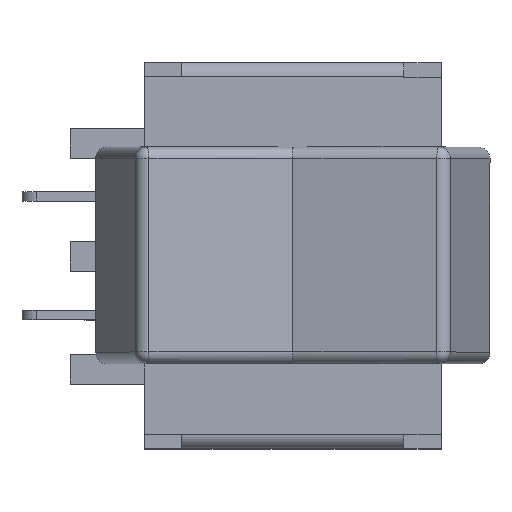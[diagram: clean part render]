
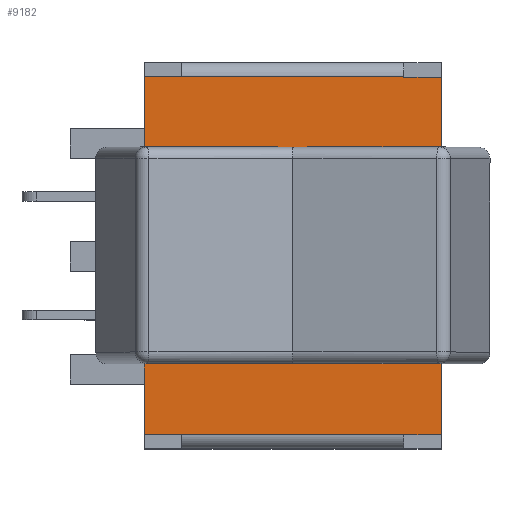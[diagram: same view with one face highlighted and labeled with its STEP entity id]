
A CAD part, top view. The second image highlights one B-rep face of the part: STEP entity #9182.
In plain terms, the highlighted planar face has unit normal (0, 0, 1).
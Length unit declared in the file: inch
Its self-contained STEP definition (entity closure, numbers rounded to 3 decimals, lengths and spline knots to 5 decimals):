
#271=PLANE('',#9833);
#669=FACE_OUTER_BOUND('',#1218,.T.);
#1218=EDGE_LOOP('',(#6787,#6788,#6789,#6790,#6791,#6792,#6793,#6794,#6795,
#6796,#6797,#6798,#6799,#6800,#6801,#6802,#6803,#6804,#6805,#6806));
#1714=LINE('',#13521,#2740);
#1776=LINE('',#13679,#2802);
#1781=LINE('',#13688,#2807);
#1784=LINE('',#13694,#2810);
#1787=LINE('',#13701,#2813);
#1791=LINE('',#13710,#2817);
#1796=LINE('',#13719,#2822);
#1877=LINE('',#14000,#2903);
#1878=LINE('',#14002,#2904);
#1879=LINE('',#14004,#2905);
#1880=LINE('',#14006,#2906);
#1881=LINE('',#14008,#2907);
#1882=LINE('',#14010,#2908);
#1883=LINE('',#14012,#2909);
#1884=LINE('',#14014,#2910);
#1885=LINE('',#14016,#2911);
#1886=LINE('',#14018,#2912);
#1887=LINE('',#14019,#2913);
#2740=VECTOR('',#10726,0.3937);
#2802=VECTOR('',#10866,0.3937);
#2807=VECTOR('',#10877,0.3937);
#2810=VECTOR('',#10882,0.3937);
#2813=VECTOR('',#10889,0.3937);
#2817=VECTOR('',#10899,0.3937);
#2822=VECTOR('',#10910,0.3937);
#2903=VECTOR('',#11173,0.3937);
#2904=VECTOR('',#11174,0.3937);
#2905=VECTOR('',#11175,0.3937);
#2906=VECTOR('',#11176,0.3937);
#2907=VECTOR('',#11177,0.3937);
#2908=VECTOR('',#11178,0.3937);
#2909=VECTOR('',#11179,0.3937);
#2910=VECTOR('',#11180,0.3937);
#2911=VECTOR('',#11181,0.3937);
#2912=VECTOR('',#11182,0.3937);
#2913=VECTOR('',#11183,0.3937);
#3731=CIRCLE('',#9738,0.00984);
#3732=CIRCLE('',#9741,0.00984);
#3993=VERTEX_POINT('',#13517);
#3995=VERTEX_POINT('',#13520);
#4049=VERTEX_POINT('',#13671);
#4052=VERTEX_POINT('',#13677);
#4053=VERTEX_POINT('',#13687);
#4055=VERTEX_POINT('',#13693);
#4057=VERTEX_POINT('',#13700);
#4058=VERTEX_POINT('',#13705);
#4059=VERTEX_POINT('',#13709);
#4060=VERTEX_POINT('',#13714);
#4137=VERTEX_POINT('',#13999);
#4138=VERTEX_POINT('',#14001);
#4139=VERTEX_POINT('',#14003);
#4140=VERTEX_POINT('',#14005);
#4141=VERTEX_POINT('',#14007);
#4142=VERTEX_POINT('',#14009);
#4143=VERTEX_POINT('',#14011);
#4144=VERTEX_POINT('',#14013);
#4145=VERTEX_POINT('',#14015);
#4146=VERTEX_POINT('',#14017);
#4882=EDGE_CURVE('',#3995,#3993,#1714,.T.);
#4960=EDGE_CURVE('',#4049,#4052,#1776,.T.);
#4965=EDGE_CURVE('',#4052,#4053,#1781,.T.);
#4968=EDGE_CURVE('',#4055,#3995,#1784,.T.);
#4971=EDGE_CURVE('',#4057,#4055,#1787,.T.);
#4974=EDGE_CURVE('',#4058,#4057,#3731,.T.);
#4976=EDGE_CURVE('',#4059,#4058,#1791,.T.);
#4979=EDGE_CURVE('',#4060,#4059,#3732,.T.);
#4982=EDGE_CURVE('',#4053,#4060,#1796,.T.);
#5105=EDGE_CURVE('',#3993,#4137,#1877,.T.);
#5106=EDGE_CURVE('',#4138,#4137,#1878,.T.);
#5107=EDGE_CURVE('',#4138,#4139,#1879,.T.);
#5108=EDGE_CURVE('',#4140,#4139,#1880,.T.);
#5109=EDGE_CURVE('',#4140,#4141,#1881,.T.);
#5110=EDGE_CURVE('',#4141,#4142,#1882,.T.);
#5111=EDGE_CURVE('',#4143,#4142,#1883,.T.);
#5112=EDGE_CURVE('',#4143,#4144,#1884,.T.);
#5113=EDGE_CURVE('',#4144,#4145,#1885,.T.);
#5114=EDGE_CURVE('',#4145,#4146,#1886,.T.);
#5115=EDGE_CURVE('',#4146,#4049,#1887,.T.);
#6787=ORIENTED_EDGE('',*,*,#4960,.T.);
#6788=ORIENTED_EDGE('',*,*,#4965,.T.);
#6789=ORIENTED_EDGE('',*,*,#4982,.T.);
#6790=ORIENTED_EDGE('',*,*,#4979,.T.);
#6791=ORIENTED_EDGE('',*,*,#4976,.T.);
#6792=ORIENTED_EDGE('',*,*,#4974,.T.);
#6793=ORIENTED_EDGE('',*,*,#4971,.T.);
#6794=ORIENTED_EDGE('',*,*,#4968,.T.);
#6795=ORIENTED_EDGE('',*,*,#4882,.T.);
#6796=ORIENTED_EDGE('',*,*,#5105,.T.);
#6797=ORIENTED_EDGE('',*,*,#5106,.F.);
#6798=ORIENTED_EDGE('',*,*,#5107,.T.);
#6799=ORIENTED_EDGE('',*,*,#5108,.F.);
#6800=ORIENTED_EDGE('',*,*,#5109,.T.);
#6801=ORIENTED_EDGE('',*,*,#5110,.T.);
#6802=ORIENTED_EDGE('',*,*,#5111,.F.);
#6803=ORIENTED_EDGE('',*,*,#5112,.T.);
#6804=ORIENTED_EDGE('',*,*,#5113,.T.);
#6805=ORIENTED_EDGE('',*,*,#5114,.T.);
#6806=ORIENTED_EDGE('',*,*,#5115,.T.);
#9182=ADVANCED_FACE('',(#669),#271,.T.);
#9738=AXIS2_PLACEMENT_3D('',#13706,#10894,#10895);
#9741=AXIS2_PLACEMENT_3D('',#13715,#10904,#10905);
#9833=AXIS2_PLACEMENT_3D('',#13998,#11171,#11172);
#10726=DIRECTION('',(-1.,0.,0.));
#10866=DIRECTION('',(1.,0.,0.));
#10877=DIRECTION('',(0.707,0.707,0.));
#10882=DIRECTION('',(-0.707,0.707,0.));
#10889=DIRECTION('',(-1.,0.,0.));
#10894=DIRECTION('center_axis',(0.,0.,
-1.));
#10895=DIRECTION('ref_axis',(0.707,-0.707,0.));
#10899=DIRECTION('',(0.,-1.,0.));
#10904=DIRECTION('center_axis',(0.,0.,
-1.));
#10905=DIRECTION('ref_axis',(0.707,0.707,0.));
#10910=DIRECTION('',(1.,0.,0.));
#11171=DIRECTION('center_axis',(0.,0.,
1.));
#11172=DIRECTION('ref_axis',(1.,0.,0.));
#11173=DIRECTION('',(0.,-1.,0.));
#11174=DIRECTION('',(-1.,0.,0.));
#11175=DIRECTION('',(0.,-1.,0.));
#11176=DIRECTION('',(-1.,0.,0.));
#11177=DIRECTION('',(1.,0.,0.));
#11178=DIRECTION('',(0.,1.,0.));
#11179=DIRECTION('',(1.,0.,0.));
#11180=DIRECTION('',(0.,1.,0.));
#11181=DIRECTION('',(-1.,0.,0.));
#11182=DIRECTION('',(-1.,0.,0.));
#11183=DIRECTION('',(0.,-1.,0.));
#13517=CARTESIAN_POINT('',(-0.25,-0.07874,0.41496));
#13520=CARTESIAN_POINT('',(-0.21457,-0.07874,0.41496));
#13521=CARTESIAN_POINT('',(-0.10728,-0.07874,0.41496));
#13671=CARTESIAN_POINT('',(-0.25,0.07874,0.41496));
#13677=CARTESIAN_POINT('',(-0.21457,0.07874,0.41496));
#13679=CARTESIAN_POINT('',(-0.13287,0.07874,0.41496));
#13687=CARTESIAN_POINT('',(-0.15827,0.13504,0.41496));
#13688=CARTESIAN_POINT('',(-0.10527,0.18804,0.41496));
#13693=CARTESIAN_POINT('',(-0.15827,-0.13504,0.41496));
#13694=CARTESIAN_POINT('',(-0.22781,-0.0655,0.41496));
#13700=CARTESIAN_POINT('',(0.22441,-0.13504,0.41496));
#13701=CARTESIAN_POINT('',(-0.13287,-0.13504,0.41496));
#13705=CARTESIAN_POINT('',(0.23425,-0.1252,0.41496));
#13706=CARTESIAN_POINT('Origin',(0.22441,-0.1252,0.41496));
#13709=CARTESIAN_POINT('',(0.23425,0.1252,0.41496));
#13710=CARTESIAN_POINT('',(0.23425,0.08317,0.41496));
#13714=CARTESIAN_POINT('',(0.22441,0.13504,0.41496));
#13715=CARTESIAN_POINT('Origin',(0.22441,0.1252,0.41496));
#13719=CARTESIAN_POINT('',(0.11713,0.13504,0.41496));
#13998=CARTESIAN_POINT('Origin',(0.,0.30138,
0.41496));
#13999=CARTESIAN_POINT('',(-0.25,-0.30098,0.41496));
#14000=CARTESIAN_POINT('',(-0.25,-0.30098,0.41496));
#14001=CARTESIAN_POINT('',(-0.18701,-0.30098,0.41496));
#14002=CARTESIAN_POINT('',(-0.18701,-0.30098,0.41496));
#14003=CARTESIAN_POINT('',(-0.18701,-0.30138,0.41496));
#14004=CARTESIAN_POINT('',(-0.18701,-0.30138,0.41496));
#14005=CARTESIAN_POINT('',(0.18701,-0.30138,0.41496));
#14006=CARTESIAN_POINT('',(0.,-0.30138,0.41496));
#14007=CARTESIAN_POINT('',(0.25,-0.30138,0.41496));
#14008=CARTESIAN_POINT('',(0.18701,-0.30138,0.41496));
#14009=CARTESIAN_POINT('',(0.25,0.30098,0.41496));
#14010=CARTESIAN_POINT('',(0.25,0.30098,0.41496));
#14011=CARTESIAN_POINT('',(0.18701,0.30098,0.41496));
#14012=CARTESIAN_POINT('',(0.18701,0.30098,0.41496));
#14013=CARTESIAN_POINT('',(0.18701,0.30138,0.41496));
#14014=CARTESIAN_POINT('',(0.18701,-0.30138,0.41496));
#14015=CARTESIAN_POINT('',(-0.18701,0.30138,0.41496));
#14016=CARTESIAN_POINT('',(0.,0.30138,0.41496));
#14017=CARTESIAN_POINT('',(-0.25,0.30138,0.41496));
#14018=CARTESIAN_POINT('',(-0.18701,0.30138,0.41496));
#14019=CARTESIAN_POINT('',(-0.25,-0.30098,0.41496));
